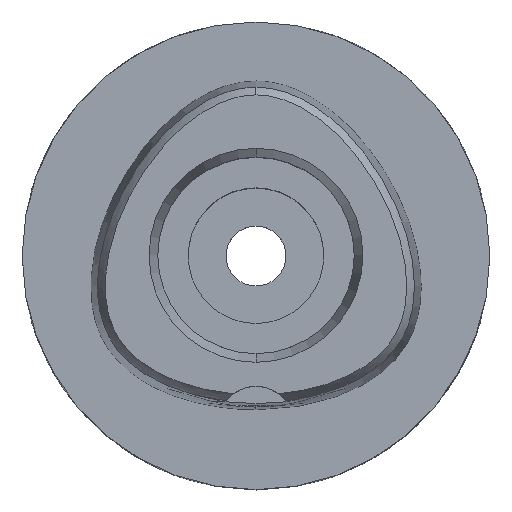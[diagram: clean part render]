
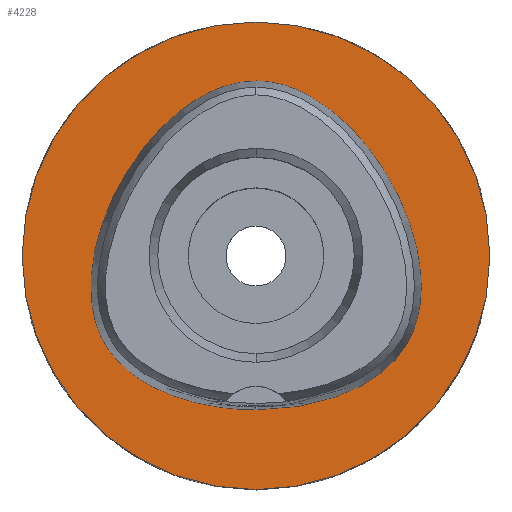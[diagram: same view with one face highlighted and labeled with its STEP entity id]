
A CAD part, top view. The second image highlights one B-rep face of the part: STEP entity #4228.
In plain terms, the highlighted planar face has unit normal (0, 0, 1).
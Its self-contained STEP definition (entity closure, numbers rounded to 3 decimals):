
#140 = CARTESIAN_POINT ( 'NONE',  ( -16.669, -8.446, 0. ) ) ;
#197 = DIRECTION ( 'NONE',  ( 0., 1., 0. ) ) ;
#202 = CARTESIAN_POINT ( 'NONE',  ( 0., -16.455, 0. ) ) ;
#255 = CIRCLE ( 'NONE', #3500, 25. ) ;
#285 = EDGE_CURVE ( 'NONE', #3784, #2383, #2960, .T. ) ;
#513 = CARTESIAN_POINT ( 'NONE',  ( -17.165, -7.166, 0. ) ) ;
#523 = EDGE_CURVE ( 'NONE', #2383, #3784, #255, .T. ) ;
#680 = ORIENTED_EDGE ( 'NONE', *, *, #1968, .F. ) ;
#740 = CARTESIAN_POINT ( 'NONE',  ( 7.968, 15.831, 0. ) ) ;
#760 = CARTESIAN_POINT ( 'NONE',  ( 17.564, -5.456, 0. ) ) ;
#798 = EDGE_LOOP ( 'NONE', ( #1086, #1602 ) ) ;
#809 = CARTESIAN_POINT ( 'NONE',  ( 0.68, 18.695, 0. ) ) ;
#978 = B_SPLINE_CURVE_WITH_KNOTS ( 'NONE', 3,
 ( #4437, #1956, #3437, #1584, #1515, #3074, #4522, #1236, #4173, #4455, #2354, #513, #140, #2987, #1149, #1169, #2277, #3739, #1907, #2740, #3864, #202 ),
 .UNSPECIFIED., .F., .F.,
 ( 4, 1, 1, 1, 1, 1, 1, 1, 1, 1, 1, 1, 1, 1, 1, 1, 1, 1, 1, 4 ),
 ( 0., 0.042, 0.083, 0.167, 0.25, 0.333, 0.417, 0.5, 0.542, 0.583, 0.625, 0.646, 0.667, 0.688, 0.708, 0.75, 0.792, 0.833, 0.917, 1. ),
 .UNSPECIFIED. ) ;
#985 = CARTESIAN_POINT ( 'NONE',  ( 0., -16.455, 0. ) ) ;
#1086 = ORIENTED_EDGE ( 'NONE', *, *, #285, .F. ) ;
#1105 = CARTESIAN_POINT ( 'NONE',  ( 0., 18.695, 0. ) ) ;
#1132 = CARTESIAN_POINT ( 'NONE',  ( 2.041, 18.55, 0. ) ) ;
#1149 = CARTESIAN_POINT ( 'NONE',  ( -15.649, -10.213, 0. ) ) ;
#1169 = CARTESIAN_POINT ( 'NONE',  ( -14.788, -11.282, 0. ) ) ;
#1189 = CARTESIAN_POINT ( 'NONE',  ( 0., -25., 0. ) ) ;
#1229 = DIRECTION ( 'NONE',  ( 0., 0., -1. ) ) ;
#1236 = CARTESIAN_POINT ( 'NONE',  ( -16.517, 3.703, 0. ) ) ;
#1269 = DIRECTION ( 'NONE',  ( 0., 0., -1. ) ) ;
#1289 = FACE_BOUND ( 'NONE', #3171, .T. ) ;
#1333 = CARTESIAN_POINT ( 'NONE',  ( 14.788, -11.282, 0. ) ) ;
#1450 = CARTESIAN_POINT ( 'NONE',  ( 16.669, -8.446, 0. ) ) ;
#1453 = AXIS2_PLACEMENT_3D ( 'NONE', #2769, #1269, #4503 ) ;
#1515 = CARTESIAN_POINT ( 'NONE',  ( -7.968, 15.831, 0. ) ) ;
#1543 = CARTESIAN_POINT ( 'NONE',  ( 17.165, -7.166, 0. ) ) ;
#1545 = PLANE ( 'NONE',  #1453 ) ;
#1584 = CARTESIAN_POINT ( 'NONE',  ( -4.729, 17.735, 0. ) ) ;
#1602 = ORIENTED_EDGE ( 'NONE', *, *, #523, .F. ) ;
#1802 = CARTESIAN_POINT ( 'NONE',  ( 0., 25., 0. ) ) ;
#1872 = B_SPLINE_CURVE_WITH_KNOTS ( 'NONE', 3,
 ( #985, #2451, #4270, #3178, #3912, #4622, #1333, #2816, #3393, #1450, #1543, #760, #4106, #4418, #2225, #4440, #4130, #740, #4080, #1132, #809, #2253 ),
 .UNSPECIFIED., .F., .F.,
 ( 4, 1, 1, 1, 1, 1, 1, 1, 1, 1, 1, 1, 1, 1, 1, 1, 1, 1, 1, 4 ),
 ( 0., 0.083, 0.167, 0.208, 0.25, 0.292, 0.312, 0.333, 0.354, 0.375, 0.417, 0.458, 0.5, 0.583, 0.667, 0.75, 0.833, 0.917, 0.958, 1. ),
 .UNSPECIFIED. ) ;
#1907 = CARTESIAN_POINT ( 'NONE',  ( -8.947, -15.039, 0. ) ) ;
#1956 = CARTESIAN_POINT ( 'NONE',  ( -0.68, 18.695, 0. ) ) ;
#1968 = EDGE_CURVE ( 'NONE', #2268, #3157, #978, .T. ) ;
#2139 = CARTESIAN_POINT ( 'NONE',  ( 0., -16.455, 0. ) ) ;
#2225 = CARTESIAN_POINT ( 'NONE',  ( 16.517, 3.703, 0. ) ) ;
#2253 = CARTESIAN_POINT ( 'NONE',  ( 0., 18.695, 0. ) ) ;
#2268 = VERTEX_POINT ( 'NONE', #1105 ) ;
#2277 = CARTESIAN_POINT ( 'NONE',  ( -13.507, -12.483, 0. ) ) ;
#2354 = CARTESIAN_POINT ( 'NONE',  ( -17.564, -5.456, 0. ) ) ;
#2383 = VERTEX_POINT ( 'NONE', #1189 ) ;
#2451 = CARTESIAN_POINT ( 'NONE',  ( 1.684, -16.455, 0. ) ) ;
#2740 = CARTESIAN_POINT ( 'NONE',  ( -5.051, -16.156, 0. ) ) ;
#2769 = CARTESIAN_POINT ( 'NONE',  ( 0., 0., 0. ) ) ;
#2816 = CARTESIAN_POINT ( 'NONE',  ( 15.649, -10.213, 0. ) ) ;
#2889 = DIRECTION ( 'NONE',  ( 0., -1., 0. ) ) ;
#2960 = CIRCLE ( 'NONE', #3791, 25. ) ;
#2987 = CARTESIAN_POINT ( 'NONE',  ( -16.206, -9.357, 0. ) ) ;
#3043 = ORIENTED_EDGE ( 'NONE', *, *, #3581, .F. ) ;
#3074 = CARTESIAN_POINT ( 'NONE',  ( -11.466, 12.452, 0. ) ) ;
#3157 = VERTEX_POINT ( 'NONE', #2139 ) ;
#3171 = EDGE_LOOP ( 'NONE', ( #680, #3043 ) ) ;
#3178 = CARTESIAN_POINT ( 'NONE',  ( 8.947, -15.039, 0. ) ) ;
#3393 = CARTESIAN_POINT ( 'NONE',  ( 16.206, -9.357, 0. ) ) ;
#3437 = CARTESIAN_POINT ( 'NONE',  ( -2.041, 18.55, 0. ) ) ;
#3484 = CARTESIAN_POINT ( 'NONE',  ( 0., 0., 0. ) ) ;
#3500 = AXIS2_PLACEMENT_3D ( 'NONE', #4746, #3987, #2889 ) ;
#3581 = EDGE_CURVE ( 'NONE', #3157, #2268, #1872, .T. ) ;
#3739 = CARTESIAN_POINT ( 'NONE',  ( -11.687, -13.704, 0. ) ) ;
#3784 = VERTEX_POINT ( 'NONE', #1802 ) ;
#3791 = AXIS2_PLACEMENT_3D ( 'NONE', #3484, #1229, #197 ) ;
#3800 = FACE_OUTER_BOUND ( 'NONE', #798, .T. ) ;
#3864 = CARTESIAN_POINT ( 'NONE',  ( -1.684, -16.455, 0. ) ) ;
#3912 = CARTESIAN_POINT ( 'NONE',  ( 11.687, -13.704, 0. ) ) ;
#3987 = DIRECTION ( 'NONE',  ( 0., 0., -1. ) ) ;
#4080 = CARTESIAN_POINT ( 'NONE',  ( 4.729, 17.735, 0. ) ) ;
#4106 = CARTESIAN_POINT ( 'NONE',  ( 17.711, -3.269, 0. ) ) ;
#4130 = CARTESIAN_POINT ( 'NONE',  ( 11.466, 12.452, 0. ) ) ;
#4173 = CARTESIAN_POINT ( 'NONE',  ( -17.498, -0.229, 0. ) ) ;
#4228 = ADVANCED_FACE ( 'NONE', ( #3800, #1289 ), #1545, .F. ) ;
#4270 = CARTESIAN_POINT ( 'NONE',  ( 5.051, -16.156, 0. ) ) ;
#4418 = CARTESIAN_POINT ( 'NONE',  ( 17.498, -0.229, 0. ) ) ;
#4437 = CARTESIAN_POINT ( 'NONE',  ( 0., 18.695, 0. ) ) ;
#4440 = CARTESIAN_POINT ( 'NONE',  ( 14.38, 8.302, 0. ) ) ;
#4455 = CARTESIAN_POINT ( 'NONE',  ( -17.711, -3.269, 0. ) ) ;
#4503 = DIRECTION ( 'NONE',  ( 0., -1., 0. ) ) ;
#4522 = CARTESIAN_POINT ( 'NONE',  ( -14.38, 8.302, 0. ) ) ;
#4622 = CARTESIAN_POINT ( 'NONE',  ( 13.507, -12.483, 0. ) ) ;
#4746 = CARTESIAN_POINT ( 'NONE',  ( 0., 0., 0. ) ) ;
